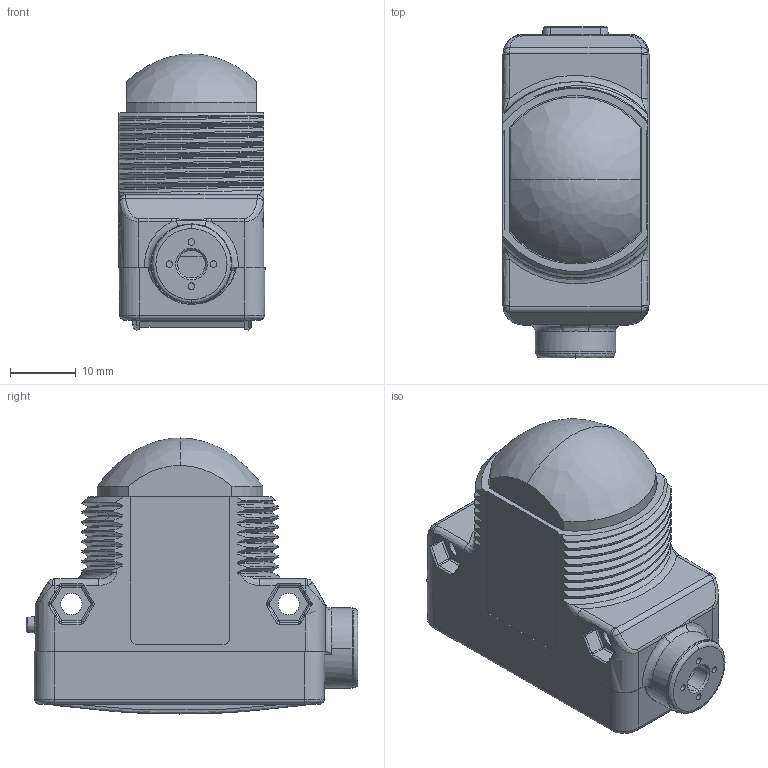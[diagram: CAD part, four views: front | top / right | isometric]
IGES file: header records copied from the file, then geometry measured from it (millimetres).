
Start section:  PTC IGES file: 140598.igs
Global section: file name: 140598.igs; native system: Pro/ENGINEER by Parametric Technology Corporation; preprocessor: 2006170; author: banengservice; organization: Unknown; date: 20080602.124600; units: inch
Bounding box: 22.17 x 50.38 x 41.9 mm (x, y, z)
Volume: 14480.8 mm3; surface area: 14337 mm2
Topology: 1 solids, 1 shells, 1143 faces, 2778 edges, 1656 vertices
Faces by surface type: revolution 595, bspline 548
